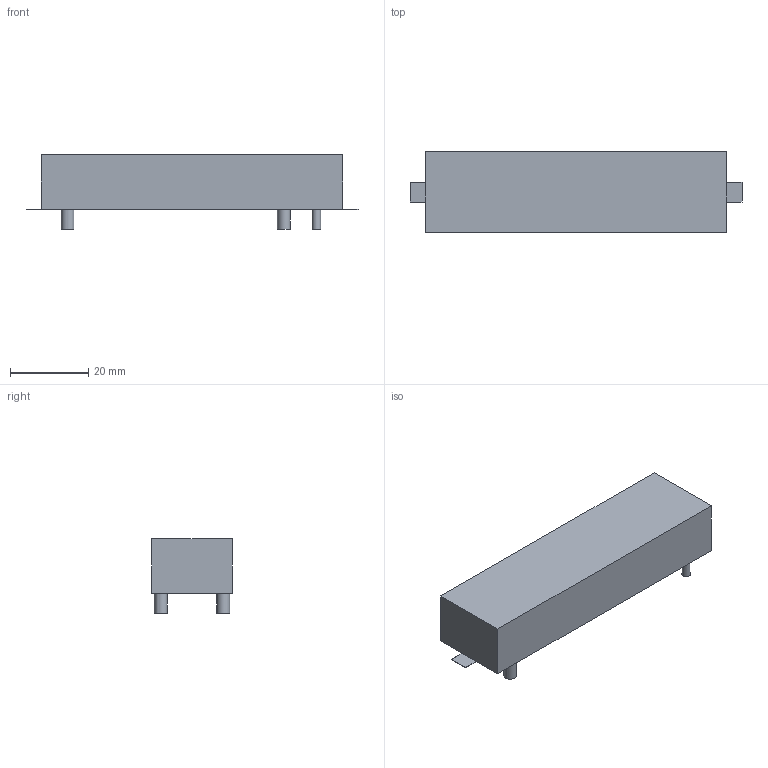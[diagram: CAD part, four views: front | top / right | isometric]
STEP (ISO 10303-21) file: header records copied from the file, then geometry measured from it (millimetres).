
FILE_DESCRIPTION(('FreeCAD Model'),'2;1');
FILE_NAME('246333.1.2.stp','2019-06-06T09:24:25',( 'Author'),(''),'Open CASCADE STEP processor 6.8','FreeCAD','Unknown' );
FILE_SCHEMA(('AUTOMOTIVE_DESIGN_CC2 { 1 2 10303 214 -1 1 5 4 }'));
Length unit declared in the file: millimetre
Products named in the file (5): ASSEMBLY; Body; ('pin',_'1'); ('pin',_'2'); Leads
Assembly tree (6 placements, depth 2):
  ASSEMBLY
    Body
    ('pin',_'1')
    ('pin',_'2')
    Leads  x3
Bounding box: 84.73 x 20.65 x 19.1 mm (x, y, z)
Volume: 22592.8 mm3; surface area: 6585.4 mm2
Topology: 12 solids, 12 shells, 45 faces, 63 edges, 42 vertices
Faces by surface type: plane 36, cylinder 9
Full cylindrical faces by diameter (mm): 2.19 x3, 3.25 x6
Entity records: 1358 total; most frequent: DIRECTION 209, CARTESIAN_POINT 199, LINE 123, VECTOR 123, ORIENTED_EDGE 90, PCURVE 90, DEFINITIONAL_REPRESENTATION 90, EDGE_CURVE 45
